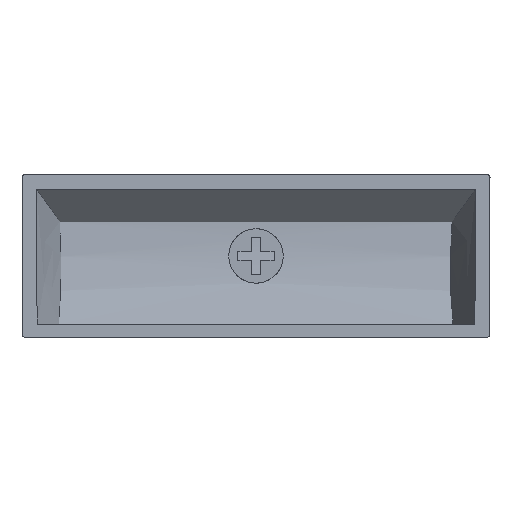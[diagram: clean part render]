
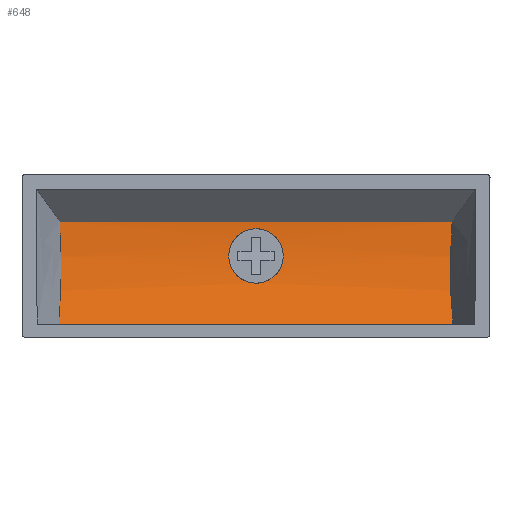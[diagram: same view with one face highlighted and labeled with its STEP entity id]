
A CAD part, front view. The second image highlights one B-rep face of the part: STEP entity #648.
In plain terms, the highlighted cylindrical face has radius 33.5 mm (diameter 67 mm), a partial arc.
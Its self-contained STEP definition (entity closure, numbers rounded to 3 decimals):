
#30=FACE_BOUND('',#123,.T.);
#83=FACE_OUTER_BOUND('',#122,.T.);
#122=EDGE_LOOP('',(#578,#579,#580,#581));
#123=EDGE_LOOP('',(#582,#583,#584));
#129=B_SPLINE_CURVE_WITH_KNOTS('',3,(#841,#842,#843,#844,#845,#846,#847,
#848,#849,#850),.UNSPECIFIED.,.F.,.F.,(4,2,2,2,4),(0.909,1.022,
1.135,1.249,1.362),.UNSPECIFIED.);
#130=B_SPLINE_CURVE_WITH_KNOTS('',3,(#852,#853,#854,#855,#856,#857,#858,
#859,#860,#861,#862,#863,#864,#865,#866,#867,#868,#869,#870),
 .UNSPECIFIED.,.F.,.F.,(4,2,2,2,3,2,2,2,4),(-0.456,-0.341,
-0.226,-0.113,0.,0.113,0.226,
0.341,0.456),.UNSPECIFIED.);
#131=B_SPLINE_CURVE_WITH_KNOTS('',3,(#871,#872,#873,#874,#875,#876,#877,
#878,#879,#880),.UNSPECIFIED.,.F.,.F.,(4,2,2,2,4),(0.456,0.57,
0.683,0.796,0.909),.UNSPECIFIED.);
#136=B_SPLINE_CURVE_WITH_KNOTS('',3,(#1380,#1381,#1382,#1383,#1384,#1385),
 .UNSPECIFIED.,.F.,.F.,(4,2,4),(0.,0.579,1.156),
 .UNSPECIFIED.);
#161=B_SPLINE_CURVE_WITH_KNOTS('',3,(#3108,#3109,#3110,#3111,#3112,#3113),
 .UNSPECIFIED.,.F.,.F.,(4,2,4),(0.,0.581,1.161),
 .UNSPECIFIED.);
#201=LINE('',#2363,#244);
#203=LINE('',#3129,#246);
#244=VECTOR('',#814,1000.);
#246=VECTOR('',#822,1000.);
#268=VERTEX_POINT('',#838);
#269=VERTEX_POINT('',#840);
#270=VERTEX_POINT('',#851);
#300=VERTEX_POINT('',#1372);
#301=VERTEX_POINT('',#1379);
#318=VERTEX_POINT('',#2362);
#325=VERTEX_POINT('',#3107);
#330=EDGE_CURVE('',#268,#269,#129,.T.);
#331=EDGE_CURVE('',#269,#270,#130,.T.);
#332=EDGE_CURVE('',#270,#268,#131,.T.);
#374=EDGE_CURVE('',#300,#301,#136,.T.);
#401=EDGE_CURVE('',#301,#318,#201,.T.);
#414=EDGE_CURVE('',#318,#325,#161,.T.);
#417=EDGE_CURVE('',#300,#325,#203,.T.);
#578=ORIENTED_EDGE('',*,*,#401,.F.);
#579=ORIENTED_EDGE('',*,*,#374,.F.);
#580=ORIENTED_EDGE('',*,*,#417,.T.);
#581=ORIENTED_EDGE('',*,*,#414,.F.);
#582=ORIENTED_EDGE('',*,*,#331,.F.);
#583=ORIENTED_EDGE('',*,*,#330,.F.);
#584=ORIENTED_EDGE('',*,*,#332,.F.);
#614=CYLINDRICAL_SURFACE('',#703,33.5);
#648=ADVANCED_FACE('',(#83,#30),#614,.F.);
#703=AXIS2_PLACEMENT_3D('',#3128,#820,#821);
#814=DIRECTION('',(1.,0.,0.));
#820=DIRECTION('center_axis',(1.,0.,0.));
#821=DIRECTION('ref_axis',(0.,0.,-1.));
#822=DIRECTION('',(1.,0.,0.));
#838=CARTESIAN_POINT('',(25.8,7.256,-5.991));
#840=CARTESIAN_POINT('',(22.8,6.967,-8.991));
#841=CARTESIAN_POINT('Ctrl Pts',(25.8,7.256,-5.991));
#842=CARTESIAN_POINT('Ctrl Pts',(25.423,7.256,-5.991));
#843=CARTESIAN_POINT('Ctrl Pts',(25.022,7.253,-6.067));
#844=CARTESIAN_POINT('Ctrl Pts',(24.283,7.235,-6.372));
#845=CARTESIAN_POINT('Ctrl Pts',(23.946,7.221,-6.603));
#846=CARTESIAN_POINT('Ctrl Pts',(23.412,7.179,-7.136));
#847=CARTESIAN_POINT('Ctrl Pts',(23.181,7.15,-7.474));
#848=CARTESIAN_POINT('Ctrl Pts',(22.875,7.071,-8.215));
#849=CARTESIAN_POINT('Ctrl Pts',(22.8,7.021,-8.616));
#850=CARTESIAN_POINT('Ctrl Pts',(22.8,6.967,-8.991));
#851=CARTESIAN_POINT('',(28.8,6.967,-8.991));
#852=CARTESIAN_POINT('Ctrl Pts',(22.8,6.967,-8.991));
#853=CARTESIAN_POINT('Ctrl Pts',(22.8,6.914,-9.37));
#854=CARTESIAN_POINT('Ctrl Pts',(22.876,6.849,-9.774));
#855=CARTESIAN_POINT('Ctrl Pts',(23.185,6.717,-10.515));
#856=CARTESIAN_POINT('Ctrl Pts',(23.417,6.651,-10.853));
#857=CARTESIAN_POINT('Ctrl Pts',(23.95,6.54,-11.382));
#858=CARTESIAN_POINT('Ctrl Pts',(24.285,6.489,-11.611));
#859=CARTESIAN_POINT('Ctrl Pts',(25.022,6.419,-11.916));
#860=CARTESIAN_POINT('Ctrl Pts',(25.423,6.401,-11.991));
#861=CARTESIAN_POINT('Ctrl Pts',(25.8,6.401,-11.991));
#862=CARTESIAN_POINT('Ctrl Pts',(26.177,6.401,-11.991));
#863=CARTESIAN_POINT('Ctrl Pts',(26.578,6.419,-11.916));
#864=CARTESIAN_POINT('Ctrl Pts',(27.315,6.489,-11.611));
#865=CARTESIAN_POINT('Ctrl Pts',(27.65,6.54,-11.382));
#866=CARTESIAN_POINT('Ctrl Pts',(28.183,6.651,-10.853));
#867=CARTESIAN_POINT('Ctrl Pts',(28.415,6.717,-10.515));
#868=CARTESIAN_POINT('Ctrl Pts',(28.724,6.849,-9.774));
#869=CARTESIAN_POINT('Ctrl Pts',(28.8,6.914,-9.37));
#870=CARTESIAN_POINT('Ctrl Pts',(28.8,6.967,-8.991));
#871=CARTESIAN_POINT('Ctrl Pts',(28.8,6.967,-8.991));
#872=CARTESIAN_POINT('Ctrl Pts',(28.8,7.021,-8.616));
#873=CARTESIAN_POINT('Ctrl Pts',(28.725,7.071,-8.215));
#874=CARTESIAN_POINT('Ctrl Pts',(28.419,7.15,-7.474));
#875=CARTESIAN_POINT('Ctrl Pts',(28.188,7.179,-7.136));
#876=CARTESIAN_POINT('Ctrl Pts',(27.654,7.221,-6.603));
#877=CARTESIAN_POINT('Ctrl Pts',(27.317,7.235,-6.372));
#878=CARTESIAN_POINT('Ctrl Pts',(26.578,7.253,-6.067));
#879=CARTESIAN_POINT('Ctrl Pts',(26.177,7.256,-5.991));
#880=CARTESIAN_POINT('Ctrl Pts',(25.8,7.256,-5.991));
#1372=CARTESIAN_POINT('',(4.038,4.993,-16.5));
#1379=CARTESIAN_POINT('',(4.148,7.287,-5.215));
#1380=CARTESIAN_POINT('Ctrl Pts',(4.038,4.993,-16.5));
#1381=CARTESIAN_POINT('Ctrl Pts',(4.212,5.694,-14.71));
#1382=CARTESIAN_POINT('Ctrl Pts',(4.278,6.244,-12.849));
#1383=CARTESIAN_POINT('Ctrl Pts',(4.291,7.013,-9.064));
#1384=CARTESIAN_POINT('Ctrl Pts',(4.238,7.233,-7.142));
#1385=CARTESIAN_POINT('Ctrl Pts',(4.148,7.287,-5.215));
#2362=CARTESIAN_POINT('',(47.423,7.287,-5.215));
#2363=CARTESIAN_POINT('',(-58.252,7.287,-5.215));
#3107=CARTESIAN_POINT('',(47.528,4.993,-16.5));
#3108=CARTESIAN_POINT('Ctrl Pts',(47.423,7.287,-5.215));
#3109=CARTESIAN_POINT('Ctrl Pts',(47.297,7.233,-7.146));
#3110=CARTESIAN_POINT('Ctrl Pts',(47.217,7.012,-9.072));
#3111=CARTESIAN_POINT('Ctrl Pts',(47.225,6.241,-12.861));
#3112=CARTESIAN_POINT('Ctrl Pts',(47.315,5.694,-14.71));
#3113=CARTESIAN_POINT('Ctrl Pts',(47.528,4.993,-16.5));
#3128=CARTESIAN_POINT('Origin',(-62.4,-26.2,-4.283));
#3129=CARTESIAN_POINT('',(-58.362,4.993,-16.5));
